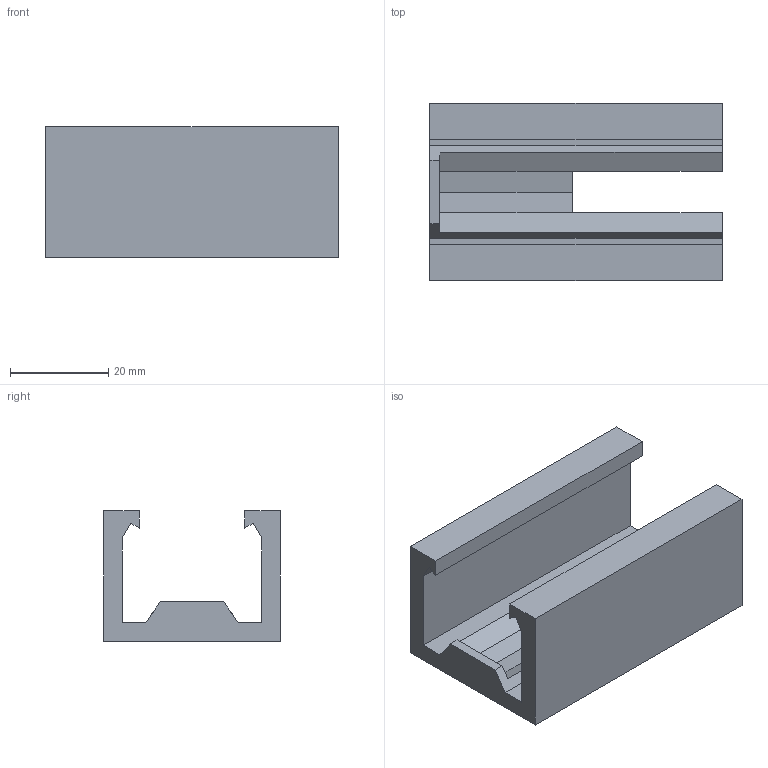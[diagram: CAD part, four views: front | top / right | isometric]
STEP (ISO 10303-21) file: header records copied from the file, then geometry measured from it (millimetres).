
FILE_DESCRIPTION(('STEP AP214'),'1');
FILE_NAME('cctmp_8CAD36C0-8FCC-447B-B321-39941BB0FD75_2020_1_16_7_42_36_31..stp','2020-01-16T06:42:36',('Bosch Rexroth AG'),('CADClick - www.CADClick.com'),'Spatial InterOp 3D',' ','unknown authorization - (Healing Option Enabled)');
FILE_SCHEMA(('AUTOMOTIVE_DESIGN'));
Length unit declared in the file: millimetre
Products named in the file (1): 2020_01_16__07-42-36-031
Bounding box: 59.5 x 36 x 26.5 mm (x, y, z)
Volume: 19400.1 mm3; surface area: 11652.1 mm2
Topology: 1 solids, 1 shells, 29 faces, 79 edges, 52 vertices
Faces by surface type: plane 29
Entity records: 1154 total; most frequent: CARTESIAN_POINT 161, ORIENTED_EDGE 158, DIRECTION 139, EDGE_CURVE 79, LINE 79, VECTOR 79, VERTEX_POINT 52, STYLED_ITEM 30
